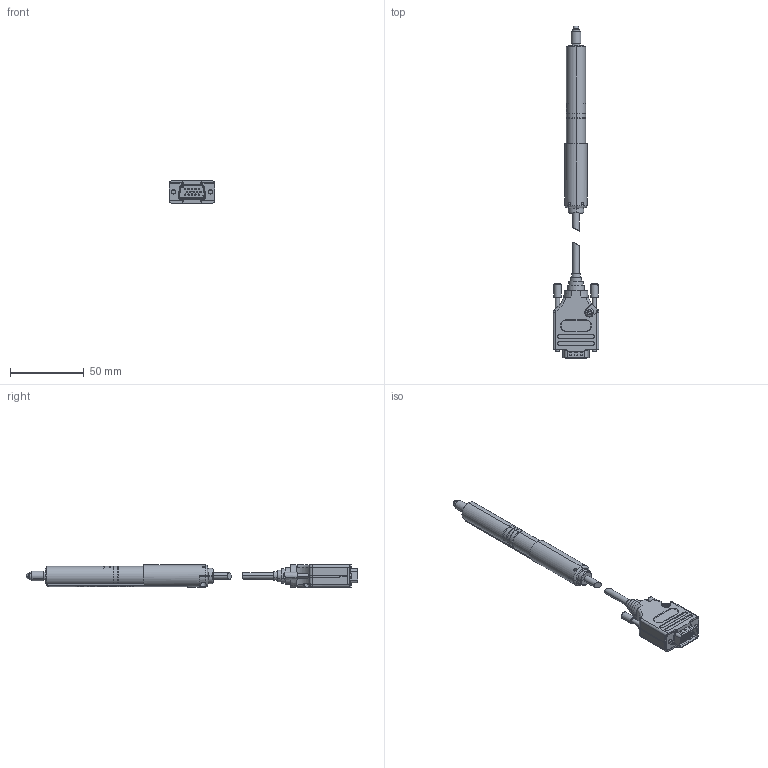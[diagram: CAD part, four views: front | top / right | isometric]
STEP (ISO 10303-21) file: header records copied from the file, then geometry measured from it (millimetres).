
FILE_DESCRIPTION (( 'STEP AP203' ), '1' );
FILE_NAME ('Z812.STEP', '2016-03-01T11:32:30', ( '' ), ( '' ), 'SwSTEP 2.0', 'SolidWorks 2014', '' );
FILE_SCHEMA (( 'CONFIG_CONTROL_DESIGN' ));
Length unit declared in the file: millimetre
Products named in the file (29): Z812; BB0731 - 15-way Hi D type plug; 136010 - Cable Clamp; 135988 - Z812 Leadscrew; BB0692 - Part 1 of 4 Connector Half; DB0373 - M2 x 5 Skt Cap BLK; 135992 - Z812 Body; BB0692 - Part 3 of 4 Thumbscrew; 136060 - Ball End insert; 136004 - Z812 limit switch cover; BB0692 - Part 2 of 4 Pan Head Screw_SL-PHMS 0.112-40x0.3125x0.3125-N; 134361 - z812 bare limit_switch_pcb; 135977 - Z8 vac support ring; BB0692 - Part 5 of 5 Cone; BD0060 - MTS Micro_Switch part; DB0389 - M2X8 Slt Cheesehead; 134348 - Z8 motor; BB0692 - 9 Way D Type Shell; BD0060 - Microswitch Arm; DA0017 - M1.2x 3 Csk Slt; 135989 - Motor Shaft Adaptor; Hi D Conn with round cable; BD0060 - HDT001 Micro Mini SMD switch; 135996 - Z8 threaded insert; 135990 - Z812 Sliding Guide; BA0701 - 7_0.1 9 Core Scrn Cable (25m reel); 134311 - Z812 Limit Switch PCB pop; 136001 - Z8 connector backshell; CG0193 - 1.5 x 5.8 Roller
Assembly tree (36 placements, depth 4):
  Z812
    134348 - Z8 motor
    135989 - Motor Shaft Adaptor
    135990 - Z812 Sliding Guide
    CG0193 - 1.5 x 5.8 Roller
    135988 - Z812 Leadscrew
    135992 - Z812 Body
    136004 - Z812 limit switch cover
    135977 - Z8 vac support ring
    DB0389 - M2X8 Slt Cheesehead  x2
    DA0017 - M1.2x 3 Csk Slt  x3
    135996 - Z8 threaded insert
    136001 - Z8 connector backshell
    136010 - Cable Clamp
    DB0373 - M2 x 5 Skt Cap BLK  x2
    136060 - Ball End insert
    134311 - Z812 Limit Switch PCB pop
      134361 - z812 bare limit_switch_pcb
      BD0060 - HDT001 Micro Mini SMD switch  x2
        BD0060 - MTS Micro_Switch part
        BD0060 - Microswitch Arm
    Hi D Conn with round cable
      BB0731 - 15-way Hi D type plug
      BB0692 - 9 Way D Type Shell
        BB0692 - Part 1 of 4 Connector Half  x2
        BB0692 - Part 3 of 4 Thumbscrew  x2
        BB0692 - Part 2 of 4 Pan Head Screw_SL-PHMS 0.112-40x0.3125x0.3125-N  x2
        BB0692 - Part 5 of 5 Cone
    BA0701 - 7_0.1 9 Core Scrn Cable (25m reel)
Bounding box: 31 x 225.38 x 15 mm (x, y, z)
Volume: 25038 mm3; surface area: 29467.5 mm2
Topology: 34 solids, 34 shells, 1778 faces, 4624 edges, 2934 vertices
Faces by surface type: plane 896, cylinder 652, bspline 105, torus 67, cone 54, sphere 4
Entity records: 56035 total; most frequent: CARTESIAN_POINT 17242, ORIENTED_EDGE 7554, DIRECTION 7252, EDGE_CURVE 3777, AXIS2_PLACEMENT_3D 2603, VERTEX_POINT 2434, LINE 2046, VECTOR 2046
